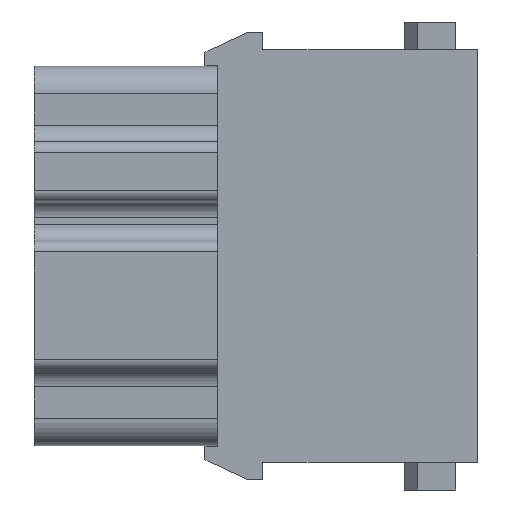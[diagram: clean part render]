
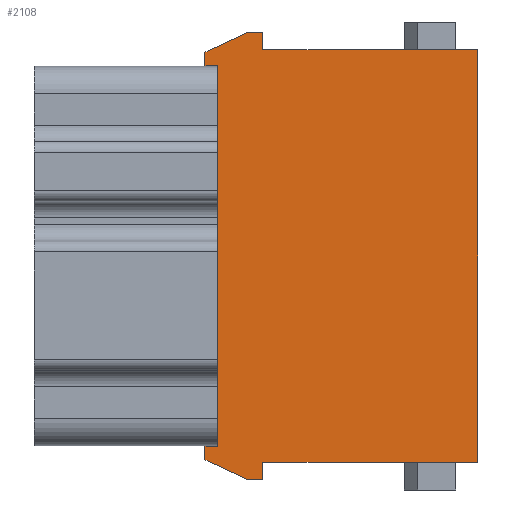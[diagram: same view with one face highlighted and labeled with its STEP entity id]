
A CAD part, left-side view. The second image highlights one B-rep face of the part: STEP entity #2108.
In plain terms, the highlighted planar face has unit normal (-1, 0, 0).
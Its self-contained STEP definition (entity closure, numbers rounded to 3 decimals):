
#2108=ADVANCED_FACE('',(#2872),#2477,.T.);
#2477=PLANE('',#10458);
#2872=FACE_OUTER_BOUND('',#3319,.T.);
#3319=EDGE_LOOP('',(#5592,#5593,#5594,#5595,#5596,#5597,#5598,#5599,#5600,
#5601,#5602,#5603,#5604,#5605));
#5592=ORIENTED_EDGE('',*,*,#7558,.T.);
#5593=ORIENTED_EDGE('',*,*,#7559,.F.);
#5594=ORIENTED_EDGE('',*,*,#7556,.F.);
#5595=ORIENTED_EDGE('',*,*,#7554,.T.);
#5596=ORIENTED_EDGE('',*,*,#6776,.T.);
#5597=ORIENTED_EDGE('',*,*,#6780,.T.);
#5598=ORIENTED_EDGE('',*,*,#6783,.T.);
#5599=ORIENTED_EDGE('',*,*,#6786,.T.);
#5600=ORIENTED_EDGE('',*,*,#6789,.T.);
#5601=ORIENTED_EDGE('',*,*,#7552,.F.);
#5602=ORIENTED_EDGE('',*,*,#6802,.T.);
#5603=ORIENTED_EDGE('',*,*,#6799,.T.);
#5604=ORIENTED_EDGE('',*,*,#6796,.T.);
#5605=ORIENTED_EDGE('',*,*,#6792,.T.);
#5883=VERTEX_POINT('',#13259);
#5884=VERTEX_POINT('',#13260);
#5887=VERTEX_POINT('',#13268);
#5889=VERTEX_POINT('',#13274);
#5891=VERTEX_POINT('',#13280);
#5893=VERTEX_POINT('',#13286);
#5895=VERTEX_POINT('',#13292);
#5896=VERTEX_POINT('',#13293);
#5899=VERTEX_POINT('',#13301);
#5901=VERTEX_POINT('',#13307);
#5903=VERTEX_POINT('',#13313);
#6405=VERTEX_POINT('',#14869);
#6406=VERTEX_POINT('',#14873);
#6407=VERTEX_POINT('',#14877);
#6776=EDGE_CURVE('',#5883,#5884,#7859,.T.);
#6780=EDGE_CURVE('',#5884,#5887,#7863,.T.);
#6783=EDGE_CURVE('',#5887,#5889,#7866,.T.);
#6786=EDGE_CURVE('',#5889,#5891,#7869,.T.);
#6789=EDGE_CURVE('',#5891,#5893,#7872,.T.);
#6792=EDGE_CURVE('',#5895,#5896,#7875,.T.);
#6796=EDGE_CURVE('',#5899,#5895,#7879,.T.);
#6799=EDGE_CURVE('',#5901,#5899,#7882,.T.);
#6802=EDGE_CURVE('',#5903,#5901,#7885,.T.);
#7552=EDGE_CURVE('',#5903,#5893,#8621,.T.);
#7554=EDGE_CURVE('',#6405,#5883,#8623,.T.);
#7556=EDGE_CURVE('',#6405,#6406,#8625,.T.);
#7558=EDGE_CURVE('',#5896,#6407,#8627,.T.);
#7559=EDGE_CURVE('',#6406,#6407,#8628,.T.);
#7859=LINE('',#13258,#8928);
#7863=LINE('',#13267,#8932);
#7866=LINE('',#13273,#8935);
#7869=LINE('',#13279,#8938);
#7872=LINE('',#13285,#8941);
#7875=LINE('',#13291,#8944);
#7879=LINE('',#13300,#8948);
#7882=LINE('',#13306,#8951);
#7885=LINE('',#13312,#8954);
#8621=LINE('',#14864,#9690);
#8623=LINE('',#14868,#9692);
#8625=LINE('',#14872,#9694);
#8627=LINE('',#14876,#9696);
#8628=LINE('',#14878,#9697);
#8928=VECTOR('',#11166,1.);
#8932=VECTOR('',#11172,1.);
#8935=VECTOR('',#11177,1.);
#8938=VECTOR('',#11182,1.);
#8941=VECTOR('',#11187,1.);
#8944=VECTOR('',#11192,1.);
#8948=VECTOR('',#11198,1.);
#8951=VECTOR('',#11203,1.);
#8954=VECTOR('',#11208,1.);
#9690=VECTOR('',#12476,1.);
#9692=VECTOR('',#12482,1.);
#9694=VECTOR('',#12486,1.);
#9696=VECTOR('',#12490,1.);
#9697=VECTOR('',#12491,1.);
#10458=AXIS2_PLACEMENT_3D('',#14879,#12492,#12493);
#11166=DIRECTION('',(0.,0.,1.));
#11172=DIRECTION('',(0.,1.,0.));
#11177=DIRECTION('',(0.,0.906,-0.423));
#11182=DIRECTION('',(0.,0.,-1.));
#11187=DIRECTION('',(0.,-1.,0.));
#11192=DIRECTION('',(0.,-1.,0.));
#11198=DIRECTION('',(0.,-0.906,-0.423));
#11203=DIRECTION('',(0.,0.,-1.));
#11208=DIRECTION('',(0.,1.,0.));
#12476=DIRECTION('',(0.,0.,1.));
#12482=DIRECTION('',(0.,1.,0.));
#12486=DIRECTION('',(0.,0.,-1.));
#12490=DIRECTION('',(0.,0.,1.));
#12491=DIRECTION('',(0.,1.,0.));
#12492=DIRECTION('',(-1.,0.,0.));
#12493=DIRECTION('',(0.,0.,1.));
#13258=CARTESIAN_POINT('',(-7.3,-1.1,15.15));
#13259=CARTESIAN_POINT('',(-7.3,-1.1,15.15));
#13260=CARTESIAN_POINT('',(-7.3,-1.1,16.4));
#13267=CARTESIAN_POINT('',(-7.3,-1.1,16.4));
#13268=CARTESIAN_POINT('',(-7.3,0.1,16.4));
#13273=CARTESIAN_POINT('',(-7.3,0.1,16.4));
#13274=CARTESIAN_POINT('',(-7.3,3.15,14.978));
#13279=CARTESIAN_POINT('',(-7.3,3.15,14.978));
#13280=CARTESIAN_POINT('',(-7.3,3.15,13.978));
#13285=CARTESIAN_POINT('',(-7.3,3.15,13.978));
#13286=CARTESIAN_POINT('',(-7.3,2.2,13.978));
#13291=CARTESIAN_POINT('',(-7.3,0.1,-16.4));
#13292=CARTESIAN_POINT('',(-7.3,0.1,-16.4));
#13293=CARTESIAN_POINT('',(-7.3,-1.1,-16.4));
#13300=CARTESIAN_POINT('',(-7.3,3.15,-14.978));
#13301=CARTESIAN_POINT('',(-7.3,3.15,-14.978));
#13306=CARTESIAN_POINT('',(-7.3,3.15,-13.978));
#13307=CARTESIAN_POINT('',(-7.3,3.15,-13.978));
#13312=CARTESIAN_POINT('',(-7.3,2.2,-13.978));
#13313=CARTESIAN_POINT('',(-7.3,2.2,-13.978));
#14864=CARTESIAN_POINT('',(-7.3,2.2,-13.978));
#14868=CARTESIAN_POINT('',(-7.3,-16.9,15.15));
#14869=CARTESIAN_POINT('',(-7.3,-16.9,15.15));
#14872=CARTESIAN_POINT('',(-7.3,-16.9,15.15));
#14873=CARTESIAN_POINT('',(-7.3,-16.9,-15.15));
#14876=CARTESIAN_POINT('',(-7.3,-1.1,-16.4));
#14877=CARTESIAN_POINT('',(-7.3,-1.1,-15.15));
#14878=CARTESIAN_POINT('',(-7.3,-16.9,-15.15));
#14879=CARTESIAN_POINT('',(-7.3,-17.,-16.621));
